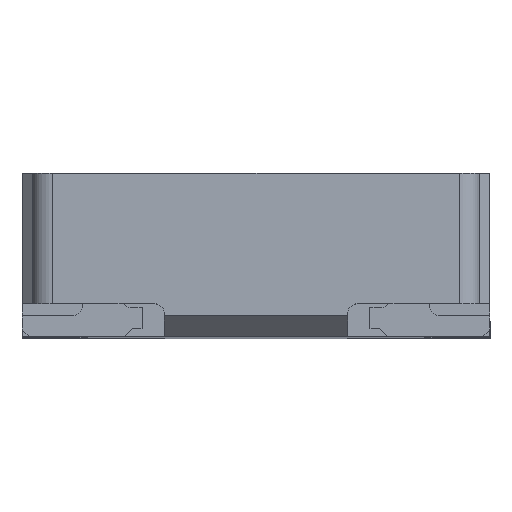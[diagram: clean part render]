
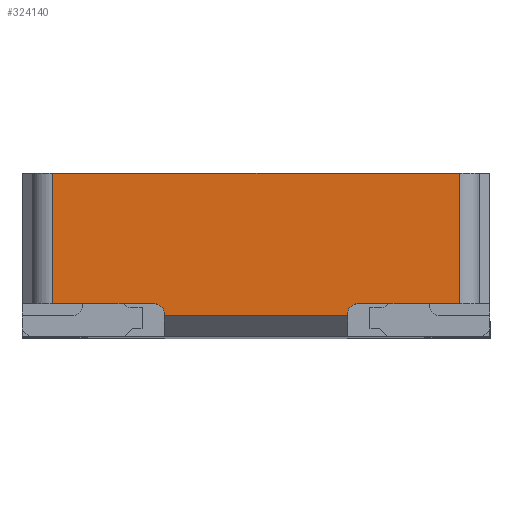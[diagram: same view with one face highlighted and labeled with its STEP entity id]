
A CAD part, top view. The second image highlights one B-rep face of the part: STEP entity #324140.
In plain terms, the highlighted planar face has unit normal (0, 0, 1).
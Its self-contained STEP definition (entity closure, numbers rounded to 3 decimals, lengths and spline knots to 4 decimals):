
#322260=CARTESIAN_POINT('',(22.2138,-1.1953,
4.85));
#322270=VERTEX_POINT('',#322260);
#322960=CARTESIAN_POINT('',(21.7138,-1.1953,
4.85));
#322970=VERTEX_POINT('',#322960);
#323000=CARTESIAN_POINT('',(21.1271,-1.1953,
4.85));
#323010=DIRECTION('',(1.,0.,0.));
#323020=VECTOR('',#323010,1.);
#323030=LINE('',#323000,#323020);
#323040=EDGE_CURVE('',#322970,#322270,#323030,.T.);
#323140=CARTESIAN_POINT('',(21.7138,-1.2453,
4.85));
#323150=DIRECTION('',(0.,0.,1.));
#323160=DIRECTION('',(0.,-1.,0.));
#323170=AXIS2_PLACEMENT_3D('',#323140,#323150,#323160);
#323180=CIRCLE('',#323170,0.05);
#323190=CARTESIAN_POINT('',(21.6638,-1.2453,
4.85));
#323200=VERTEX_POINT('',#323190);
#323210=EDGE_CURVE('',#322970,#323200,#323180,.T.);
#323420=CARTESIAN_POINT('',(21.8138,-0.8753,
4.85));
#323430=DIRECTION('',(0.,0.,1.));
#323440=DIRECTION('',(0.,-1.,0.));
#323450=AXIS2_PLACEMENT_3D('',#323420,#323430,#323440);
#323460=PLANE('',#323450);
#323470=CARTESIAN_POINT('',(22.2138,-0.9016,
4.85));
#323480=DIRECTION('',(0.,1.,0.));
#323490=VECTOR('',#323480,1.);
#323500=LINE('',#323470,#323490);
#323510=CARTESIAN_POINT('',(22.2138,-0.5553,
4.85));
#323520=VERTEX_POINT('',#323510);
#323530=EDGE_CURVE('',#322270,#323520,#323500,.T.);
#323540=ORIENTED_EDGE('',*,*,#323530,.T.);
#323550=ORIENTED_EDGE('',*,*,#323040,.T.);
#323560=ORIENTED_EDGE('',*,*,#323210,.F.);
#323570=CARTESIAN_POINT('',(21.6638,-0.9016,
4.85));
#323580=DIRECTION('',(0.,1.,0.));
#323590=VECTOR('',#323580,1.);
#323600=LINE('',#323570,#323590);
#323610=CARTESIAN_POINT('',(21.6638,-1.2553,
4.85));
#323620=VERTEX_POINT('',#323610);
#323630=EDGE_CURVE('',#323620,#323200,#323600,.T.);
#323640=ORIENTED_EDGE('',*,*,#323630,.T.);
#323650=CARTESIAN_POINT('',(21.3004,-1.2553,
4.85));
#323660=DIRECTION('',(-1.,0.,0.));
#323670=VECTOR('',#323660,1.);
#323680=LINE('',#323650,#323670);
#323690=CARTESIAN_POINT('',(20.7638,-1.2553,
4.85));
#323700=VERTEX_POINT('',#323690);
#323710=EDGE_CURVE('',#323620,#323700,#323680,.T.);
#323720=ORIENTED_EDGE('',*,*,#323710,.F.);
#323730=CARTESIAN_POINT('',(20.7638,-0.9016,
4.85));
#323740=DIRECTION('',(0.,1.,0.));
#323750=VECTOR('',#323740,1.);
#323760=LINE('',#323730,#323750);
#323770=CARTESIAN_POINT('',(20.7638,-1.2453,
4.85));
#323780=VERTEX_POINT('',#323770);
#323790=EDGE_CURVE('',#323700,#323780,#323760,.T.);
#323800=ORIENTED_EDGE('',*,*,#323790,.F.);
#323810=CARTESIAN_POINT('',(20.7138,-1.2453,
4.85));
#323820=DIRECTION('',(0.,0.,-1.));
#323830=DIRECTION('',(0.,1.,0.));
#323840=AXIS2_PLACEMENT_3D('',#323810,#323820,#323830);
#323850=CIRCLE('',#323840,0.05);
#323860=CARTESIAN_POINT('',(20.7138,-1.1953,
4.85));
#323870=VERTEX_POINT('',#323860);
#323880=EDGE_CURVE('',#323870,#323780,#323850,.T.);
#323890=ORIENTED_EDGE('',*,*,#323880,.T.);
#323900=CARTESIAN_POINT('',(21.3004,-1.1953,
4.85));
#323910=DIRECTION('',(-1.,0.,0.));
#323920=VECTOR('',#323910,1.);
#323930=LINE('',#323900,#323920);
#323940=CARTESIAN_POINT('',(20.2138,-1.1953,
4.85));
#323950=VERTEX_POINT('',#323940);
#323960=EDGE_CURVE('',#323870,#323950,#323930,.T.);
#323970=ORIENTED_EDGE('',*,*,#323960,.F.);
#323980=CARTESIAN_POINT('',(20.2138,-0.9016,
4.85));
#323990=DIRECTION('',(0.,1.,0.));
#324000=VECTOR('',#323990,1.);
#324010=LINE('',#323980,#324000);
#324020=CARTESIAN_POINT('',(20.2138,-0.5553,
4.85));
#324030=VERTEX_POINT('',#324020);
#324040=EDGE_CURVE('',#323950,#324030,#324010,.T.);
#324050=ORIENTED_EDGE('',*,*,#324040,.F.);
#324060=CARTESIAN_POINT('',(21.1271,-0.5553,
4.85));
#324070=DIRECTION('',(-1.,0.,0.));
#324080=VECTOR('',#324070,1.);
#324090=LINE('',#324060,#324080);
#324100=EDGE_CURVE('',#323520,#324030,#324090,.T.);
#324110=ORIENTED_EDGE('',*,*,#324100,.T.);
#324120=EDGE_LOOP('',(#324110,#324050,#323970,#323890,#323800,#323720,
#323640,#323560,#323550,#323540));
#324130=FACE_OUTER_BOUND('',#324120,.T.);
#324140=ADVANCED_FACE('',(#324130),#323460,.T.);
